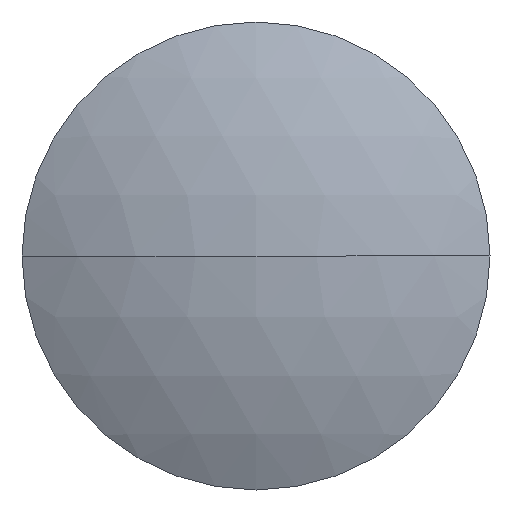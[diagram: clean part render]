
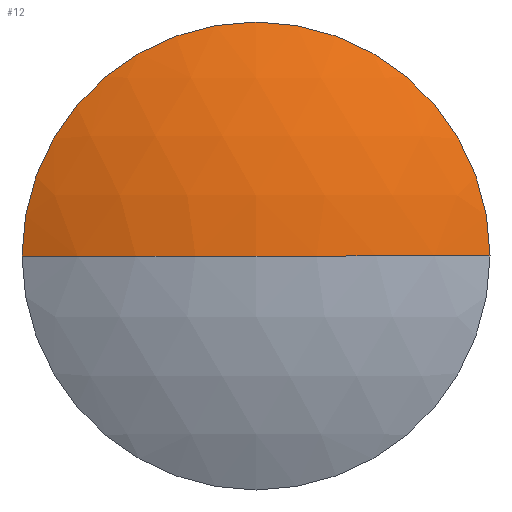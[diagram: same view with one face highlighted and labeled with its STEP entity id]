
A CAD part, left-side view. The second image highlights one B-rep face of the part: STEP entity #12.
In plain terms, the highlighted spherical face has radius 28.3 mm.
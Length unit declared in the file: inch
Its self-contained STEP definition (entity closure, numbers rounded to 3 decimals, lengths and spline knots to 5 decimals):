
#12 = ADVANCED_FACE ( 'NONE', ( #66 ), #100, .T. ) ;
#13 = EDGE_LOOP ( 'NONE', ( #37, #41, #44 ) ) ;
#37 = ORIENTED_EDGE ( 'NONE', *, *, #38, .F. ) ;
#38 = EDGE_CURVE ( 'NONE', #39, #40, #186, .T. ) ;
#39 = VERTEX_POINT ( 'NONE', #181 ) ;
#40 = VERTEX_POINT ( 'NONE', #180 ) ;
#41 = ORIENTED_EDGE ( 'NONE', *, *, #42, .T. ) ;
#42 = EDGE_CURVE ( 'NONE', #39, #43, #179, .T. ) ;
#43 = VERTEX_POINT ( 'NONE', #174 ) ;
#44 = ORIENTED_EDGE ( 'NONE', *, *, #45, .F. ) ;
#45 = EDGE_CURVE ( 'NONE', #40, #43, #172, .T. ) ;
#47 = CARTESIAN_POINT ( 'NONE',  ( 0.08204, -0.00926, -0.037 ) ) ;
#66 = FACE_OUTER_BOUND ( 'NONE', #13, .T. ) ;
#97 = DIRECTION ( 'NONE',  ( 0., 1., 0. ) ) ;
#98 = DIRECTION ( 'NONE',  ( 0., 0., 1. ) ) ;
#99 = AXIS2_PLACEMENT_3D ( 'NONE', #47, #98, #97 ) ;
#100 = SPHERICAL_SURFACE ( 'NONE', #99, 1.11417 ) ;
#168 = DIRECTION ( 'NONE',  ( 0., 1., 0. ) ) ;
#169 = DIRECTION ( 'NONE',  ( 1., 0., 0. ) ) ;
#170 = CARTESIAN_POINT ( 'NONE',  ( -0.91364, -0.00926, -0.037 ) ) ;
#171 = AXIS2_PLACEMENT_3D ( 'NONE', #170, #169, #168 ) ;
#172 = CIRCLE ( 'NONE', #171, 0.5 ) ;
#174 = CARTESIAN_POINT ( 'NONE',  ( -0.91364, -0.50926, -0.037 ) ) ;
#175 = DIRECTION ( 'NONE',  ( 0., -1., 0. ) ) ;
#176 = DIRECTION ( 'NONE',  ( 0., 0., 1. ) ) ;
#177 = CARTESIAN_POINT ( 'NONE',  ( 0.08204, -0.00926, -0.037 ) ) ;
#178 = AXIS2_PLACEMENT_3D ( 'NONE', #177, #176, #175 ) ;
#179 = CIRCLE ( 'NONE', #178, 1.11417 ) ;
#180 = CARTESIAN_POINT ( 'NONE',  ( -0.91364, 0.49074, -0.037 ) ) ;
#181 = CARTESIAN_POINT ( 'NONE',  ( -1.03213, -0.00926, -0.037 ) ) ;
#182 = DIRECTION ( 'NONE',  ( -1., 0., 0. ) ) ;
#183 = DIRECTION ( 'NONE',  ( 0., 0., -1. ) ) ;
#184 = CARTESIAN_POINT ( 'NONE',  ( 0.08204, -0.00926, -0.037 ) ) ;
#185 = AXIS2_PLACEMENT_3D ( 'NONE', #184, #183, #182 ) ;
#186 = CIRCLE ( 'NONE', #185, 1.11417 ) ;
